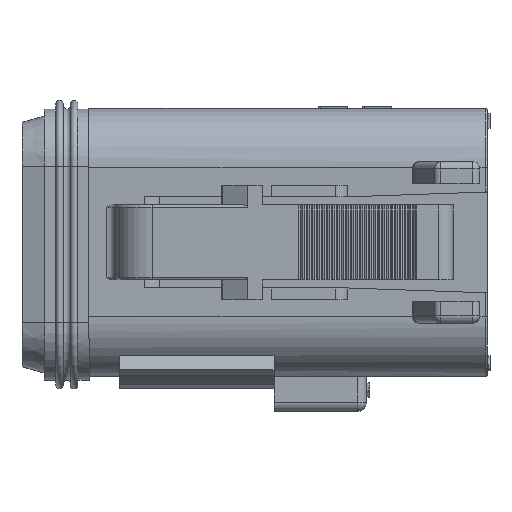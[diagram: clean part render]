
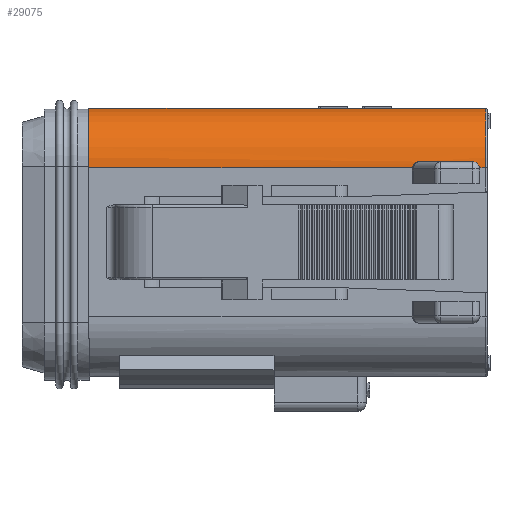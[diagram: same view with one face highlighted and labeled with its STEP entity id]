
A CAD part, left-side view. The second image highlights one B-rep face of the part: STEP entity #29075.
In plain terms, the highlighted cylindrical face has radius 4.05 mm (diameter 8.1 mm), a partial arc.
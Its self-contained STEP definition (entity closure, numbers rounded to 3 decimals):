
#824=CARTESIAN_POINT('',(-11.825,27.1,5.075));
#825=DIRECTION('',(0.,-1.,0.));
#826=DIRECTION('',(0.,0.,1.));
#827=AXIS2_PLACEMENT_3D('',#824,#825,#826);
#1859=CARTESIAN_POINT('',(-11.825,0.1,5.075));
#1860=DIRECTION('',(0.,1.,0.));
#1861=DIRECTION('',(-1.,0.,0.));
#1862=AXIS2_PLACEMENT_3D('',#1859,#1860,#1861);
#5876=DIRECTION('',(0.,1.,0.));
#5877=VECTOR('',#5876,0.406);
#5878=CARTESIAN_POINT('',(-15.875,0.1,5.075));
#5879=LINE('',#5878,#5877);
#5880=DIRECTION('',(0.,1.,0.));
#5881=VECTOR('',#5880,3.6);
#5882=CARTESIAN_POINT('',(-15.853,1.,5.5));
#5883=LINE('',#5882,#5881);
#5884=DIRECTION('',(0.,1.,0.));
#5885=VECTOR('',#5884,22.006);
#5886=CARTESIAN_POINT('',(-15.875,5.094,5.075));
#5887=LINE('',#5886,#5885);
#5888=DIRECTION('',(0.,-1.,0.));
#5889=VECTOR('',#5888,27.);
#5890=CARTESIAN_POINT('',(-11.825,27.1,9.125));
#5891=LINE('',#5890,#5889);
#5900=CARTESIAN_POINT('',(-15.853,1.,5.5));
#5901=CARTESIAN_POINT('',(-15.853,0.953,5.5));
#5902=CARTESIAN_POINT('',(-15.854,0.86,
5.487));
#5903=CARTESIAN_POINT('',(-15.86,0.727,
5.427));
#5904=CARTESIAN_POINT('',(-15.867,0.618,
5.333));
#5905=CARTESIAN_POINT('',(-15.873,0.54,
5.213));
#5906=CARTESIAN_POINT('',(-15.875,0.513,5.122));
#5907=CARTESIAN_POINT('',(-15.875,0.506,5.075));
#6033=CARTESIAN_POINT('',(-15.875,5.094,5.075));
#6034=CARTESIAN_POINT('',(-15.875,5.087,5.121));
#6035=CARTESIAN_POINT('',(-15.873,5.06,5.213));
#6036=CARTESIAN_POINT('',(-15.867,4.982,5.333));
#6037=CARTESIAN_POINT('',(-15.86,4.874,5.427));
#6038=CARTESIAN_POINT('',(-15.854,4.741,5.487));
#6039=CARTESIAN_POINT('',(-15.853,4.647,5.5));
#6040=CARTESIAN_POINT('',(-15.853,4.6,5.5));
#18525=CARTESIAN_POINT('',(-11.825,27.1,9.125));
#18526=VERTEX_POINT('',#18525);
#18527=CARTESIAN_POINT('',(-15.875,27.1,5.075));
#18528=VERTEX_POINT('',#18527);
#18585=CARTESIAN_POINT('',(-15.875,5.094,5.075));
#18586=VERTEX_POINT('',#18585);
#18595=CARTESIAN_POINT('',(-15.875,0.506,5.075));
#18596=VERTEX_POINT('',#18595);
#18597=CARTESIAN_POINT('',(-15.875,0.1,5.075));
#18598=VERTEX_POINT('',#18597);
#19000=CARTESIAN_POINT('',(-11.825,0.1,9.125));
#19001=VERTEX_POINT('',#19000);
#20755=VERTEX_POINT('',#5900);
#20756=CARTESIAN_POINT('',(-15.853,4.6,5.5));
#20757=VERTEX_POINT('',#20756);
#29057=CARTESIAN_POINT('',(-11.825,0.,5.075));
#29058=DIRECTION('',(0.,1.,0.));
#29059=DIRECTION('',(1.,0.,0.));
#29060=AXIS2_PLACEMENT_3D('',#29057,#29058,#29059);
#29061=CYLINDRICAL_SURFACE('',#29060,4.05);
#29062=ORIENTED_EDGE('',*,*,#25748,.F.);
#29063=ORIENTED_EDGE('',*,*,#25171,.T.);
#29065=ORIENTED_EDGE('',*,*,#29064,.F.);
#29067=ORIENTED_EDGE('',*,*,#29066,.T.);
#29069=ORIENTED_EDGE('',*,*,#29068,.F.);
#29070=ORIENTED_EDGE('',*,*,#25159,.T.);
#29071=ORIENTED_EDGE('',*,*,#24974,.F.);
#29072=ORIENTED_EDGE('',*,*,#28469,.T.);
#29073=EDGE_LOOP('',(#29062,#29063,#29065,#29067,#29069,#29070,#29071,#29072));
#29074=FACE_OUTER_BOUND('',#29073,.F.);
#29075=ADVANCED_FACE('',(#29074),#29061,.T.);
#828=CIRCLE('',#827,4.05);
#1863=CIRCLE('',#1862,4.05);
#5908=B_SPLINE_CURVE_WITH_KNOTS('',3,(#5900,#5901,#5902,#5903,#5904,#5905,#5906,
#5907),.UNSPECIFIED.,.F.,.F.,(4,1,1,1,1,4),(0.,0.2,0.4,0.6,0.8,1.),
.UNSPECIFIED.);
#6041=B_SPLINE_CURVE_WITH_KNOTS('',3,(#6033,#6034,#6035,#6036,#6037,#6038,#6039,
#6040),.UNSPECIFIED.,.F.,.F.,(4,1,1,1,1,4),(0.,0.2,0.4,0.6,0.8,1.),
.UNSPECIFIED.);
#24974=EDGE_CURVE('',#18526,#18528,#828,.T.);
#25159=EDGE_CURVE('',#18586,#18528,#5887,.T.);
#25171=EDGE_CURVE('',#18598,#18596,#5879,.T.);
#25748=EDGE_CURVE('',#18598,#19001,#1863,.T.);
#28469=EDGE_CURVE('',#18526,#19001,#5891,.T.);
#29064=EDGE_CURVE('',#20755,#18596,#5908,.T.);
#29066=EDGE_CURVE('',#20755,#20757,#5883,.T.);
#29068=EDGE_CURVE('',#18586,#20757,#6041,.T.);
